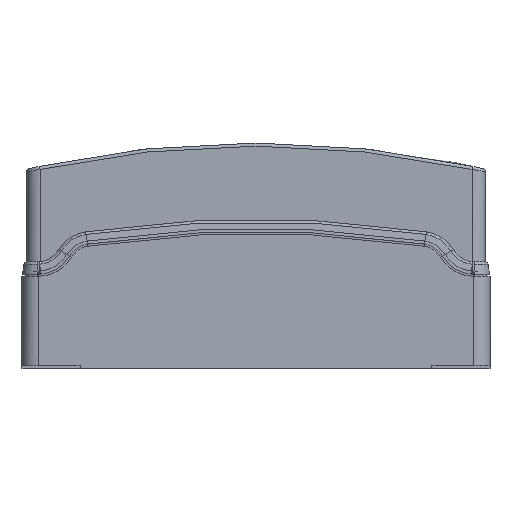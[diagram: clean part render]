
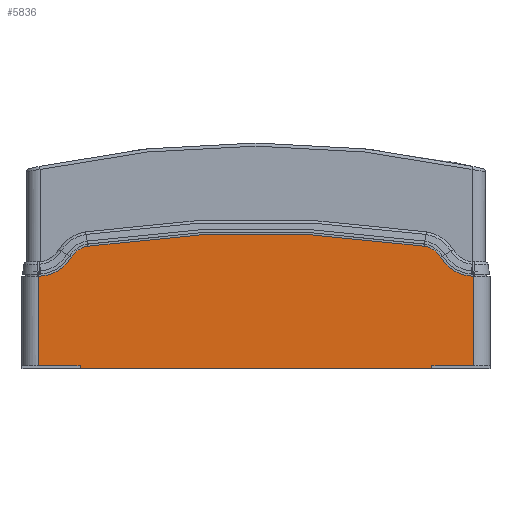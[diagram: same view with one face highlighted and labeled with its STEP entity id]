
A CAD part, front view. The second image highlights one B-rep face of the part: STEP entity #5836.
In plain terms, the highlighted planar face has unit normal (0, -1, 0).
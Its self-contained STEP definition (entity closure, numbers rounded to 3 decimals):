
#2=DIRECTION('',(0.,0.,-1.));
#3=VECTOR('',#2,2.);
#4=CARTESIAN_POINT('',(112.417,-209.5,-75.7));
#5=LINE('',#4,#3);
#6=DIRECTION('',(-1.,0.,0.));
#7=VECTOR('',#6,224.834);
#8=CARTESIAN_POINT('',(112.417,-209.5,-77.7));
#9=LINE('',#8,#7);
#10=DIRECTION('',(0.,0.,-1.));
#11=VECTOR('',#10,2.);
#12=CARTESIAN_POINT('',(-112.417,-209.5,-75.7));
#13=LINE('',#12,#11);
#14=DIRECTION('',(0.,0.,-1.));
#15=VECTOR('',#14,57.205);
#16=CARTESIAN_POINT('',(-139.,-209.5,-18.495));
#17=LINE('',#16,#15);
#18=CARTESIAN_POINT('',(-139.5,-209.5,6.5));
#19=DIRECTION('',(0.,-1.,0.));
#20=DIRECTION('',(0.02,0.,-1.));
#21=AXIS2_PLACEMENT_3D('',#18,#19,#20);
#23=CARTESIAN_POINT('',(-105.205,-209.5,-14.087));
#24=DIRECTION('',(0.,-1.,0.));
#25=DIRECTION('',(-0.149,0.,0.989));
#26=AXIS2_PLACEMENT_3D('',#23,#24,#25);
#28=CARTESIAN_POINT('',(105.205,-209.5,-14.087));
#29=DIRECTION('',(0.,1.,0.));
#30=DIRECTION('',(0.149,0.,0.989));
#31=AXIS2_PLACEMENT_3D('',#28,#29,#30);
#33=CARTESIAN_POINT('',(139.5,-209.5,6.5));
#34=DIRECTION('',(0.,1.,0.));
#35=DIRECTION('',(-0.02,0.,-1.));
#36=AXIS2_PLACEMENT_3D('',#33,#34,#35);
#38=DIRECTION('',(0.,0.,-1.));
#39=VECTOR('',#38,57.205);
#40=CARTESIAN_POINT('',(139.,-209.5,-18.495));
#41=LINE('',#40,#39);
#185=DIRECTION('',(1.,0.,0.));
#186=VECTOR('',#185,26.583);
#187=CARTESIAN_POINT('',(-139.,-209.5,-75.7));
#188=LINE('',#187,#186);
#372=DIRECTION('',(1.,0.,0.));
#373=VECTOR('',#372,26.583);
#374=CARTESIAN_POINT('',(112.417,-209.5,-75.7));
#375=LINE('',#374,#373);
#1268=CARTESIAN_POINT('',(0.,-209.5,-711.79));
#1269=DIRECTION('',(0.,-1.,0.));
#1270=DIRECTION('',(0.149,0.,0.989));
#1271=AXIS2_PLACEMENT_3D('',#1268,#1269,#1270);
#4482=CARTESIAN_POINT('',(-107.441,-209.5,0.745));
#4483=CARTESIAN_POINT('',(-118.065,-209.5,-6.367));
#4484=VERTEX_POINT('',#4482);
#4485=VERTEX_POINT('',#4483);
#4500=CARTESIAN_POINT('',(-139.,-209.5,-75.7));
#4502=VERTEX_POINT('',#4500);
#4508=CARTESIAN_POINT('',(-139.,-209.5,-18.495));
#4509=VERTEX_POINT('',#4508);
#4510=CARTESIAN_POINT('',(107.441,-209.5,0.745));
#4511=CARTESIAN_POINT('',(118.065,-209.5,-6.367));
#4512=VERTEX_POINT('',#4510);
#4513=VERTEX_POINT('',#4511);
#4528=CARTESIAN_POINT('',(139.,-209.5,-75.7));
#4530=VERTEX_POINT('',#4528);
#4536=CARTESIAN_POINT('',(139.,-209.5,-18.495));
#4537=VERTEX_POINT('',#4536);
#5533=CARTESIAN_POINT('',(-112.417,-209.5,-77.7));
#5534=VERTEX_POINT('',#5533);
#5595=CARTESIAN_POINT('',(-112.417,-209.5,-75.7));
#5596=VERTEX_POINT('',#5595);
#5693=CARTESIAN_POINT('',(112.417,-209.5,-77.7));
#5694=VERTEX_POINT('',#5693);
#5775=CARTESIAN_POINT('',(112.417,-209.5,-75.7));
#5776=VERTEX_POINT('',#5775);
#5805=CARTESIAN_POINT('',(0.,-209.5,0.));
#5806=DIRECTION('',(0.,1.,0.));
#5807=DIRECTION('',(-1.,0.,0.));
#5808=AXIS2_PLACEMENT_3D('',#5805,#5806,#5807);
#5809=PLANE('',#5808);
#5811=ORIENTED_EDGE('',*,*,#5810,.F.);
#5813=ORIENTED_EDGE('',*,*,#5812,.T.);
#5815=ORIENTED_EDGE('',*,*,#5814,.T.);
#5817=ORIENTED_EDGE('',*,*,#5816,.F.);
#5819=ORIENTED_EDGE('',*,*,#5818,.F.);
#5821=ORIENTED_EDGE('',*,*,#5820,.F.);
#5823=ORIENTED_EDGE('',*,*,#5822,.T.);
#5825=ORIENTED_EDGE('',*,*,#5824,.F.);
#5827=ORIENTED_EDGE('',*,*,#5826,.F.);
#5829=ORIENTED_EDGE('',*,*,#5828,.T.);
#5831=ORIENTED_EDGE('',*,*,#5830,.F.);
#5833=ORIENTED_EDGE('',*,*,#5832,.T.);
#5834=EDGE_LOOP('',(#5811,#5813,#5815,#5817,#5819,#5821,#5823,#5825,#5827,#5829,
#5831,#5833));
#5835=FACE_OUTER_BOUND('',#5834,.F.);
#5836=ADVANCED_FACE('',(#5835),#5809,.F.);
#22=CIRCLE('',#21,25.);
#27=CIRCLE('',#26,15.);
#32=CIRCLE('',#31,15.);
#37=CIRCLE('',#36,25.);
#1272=CIRCLE('',#1271,720.59);
#5810=EDGE_CURVE('',#5776,#4530,#375,.T.);
#5812=EDGE_CURVE('',#5776,#5694,#5,.T.);
#5814=EDGE_CURVE('',#5694,#5534,#9,.T.);
#5816=EDGE_CURVE('',#5596,#5534,#13,.T.);
#5818=EDGE_CURVE('',#4502,#5596,#188,.T.);
#5820=EDGE_CURVE('',#4509,#4502,#17,.T.);
#5822=EDGE_CURVE('',#4509,#4485,#22,.T.);
#5824=EDGE_CURVE('',#4484,#4485,#27,.T.);
#5826=EDGE_CURVE('',#4512,#4484,#1272,.T.);
#5828=EDGE_CURVE('',#4512,#4513,#32,.T.);
#5830=EDGE_CURVE('',#4537,#4513,#37,.T.);
#5832=EDGE_CURVE('',#4537,#4530,#41,.T.);
